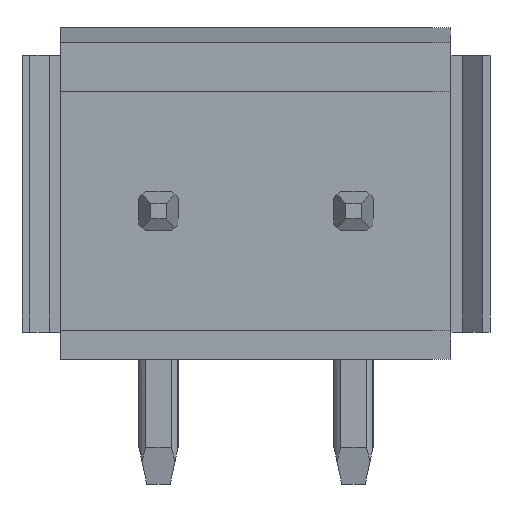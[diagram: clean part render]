
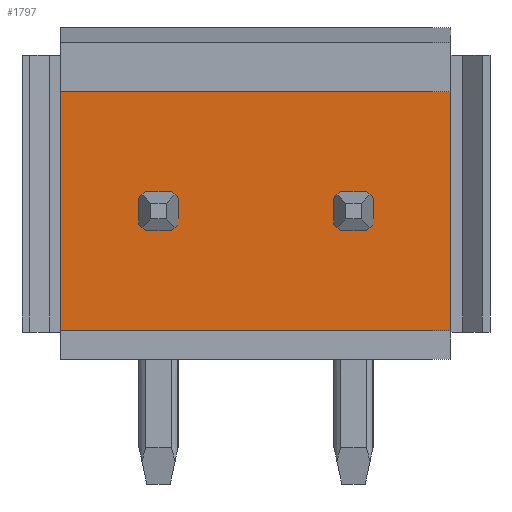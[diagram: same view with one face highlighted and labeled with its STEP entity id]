
A CAD part, front view. The second image highlights one B-rep face of the part: STEP entity #1797.
In plain terms, the highlighted planar face has unit normal (0, -1, 0).
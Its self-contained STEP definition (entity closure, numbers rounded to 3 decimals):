
#1693=AXIS2_PLACEMENT_3D('Plane Axis2P3D',#1690,#1691,#1692) ;
#1703=AXIS2_PLACEMENT_3D('Circle Axis2P3D',#1701,#1702,$) ;
#1717=AXIS2_PLACEMENT_3D('Circle Axis2P3D',#1715,#1716,$) ;
#1722=AXIS2_PLACEMENT_3D('Circle Axis2P3D',#1720,#1721,$) ;
#1736=AXIS2_PLACEMENT_3D('Circle Axis2P3D',#1734,#1735,$) ;
#1751=AXIS2_PLACEMENT_3D('Circle Axis2P3D',#1749,#1750,$) ;
#1765=AXIS2_PLACEMENT_3D('Circle Axis2P3D',#1763,#1764,$) ;
#1770=AXIS2_PLACEMENT_3D('Circle Axis2P3D',#1768,#1769,$) ;
#1784=AXIS2_PLACEMENT_3D('Circle Axis2P3D',#1782,#1783,$) ;
#811=CARTESIAN_POINT('Vertex',(11.,8.55,3.93)) ;
#814=CARTESIAN_POINT('Line Origine',(6.,8.55,3.93)) ;
#818=CARTESIAN_POINT('Vertex',(1.,8.55,3.93)) ;
#836=CARTESIAN_POINT('Line Origine',(1.,8.55,6.995)) ;
#840=CARTESIAN_POINT('Vertex',(1.,8.55,10.06)) ;
#865=CARTESIAN_POINT('Vertex',(11.,8.55,10.06)) ;
#882=CARTESIAN_POINT('Line Origine',(6.,8.55,10.06)) ;
#1309=CARTESIAN_POINT('Line Origine',(3.,8.55,7.)) ;
#1313=CARTESIAN_POINT('Vertex',(3.,8.55,7.332)) ;
#1315=CARTESIAN_POINT('Vertex',(3.,8.55,6.668)) ;
#1422=CARTESIAN_POINT('Line Origine',(4.,8.55,7.)) ;
#1426=CARTESIAN_POINT('Vertex',(4.,8.55,7.332)) ;
#1428=CARTESIAN_POINT('Vertex',(4.,8.55,6.668)) ;
#1535=CARTESIAN_POINT('Line Origine',(8.,8.55,7.)) ;
#1539=CARTESIAN_POINT('Vertex',(8.,8.55,7.332)) ;
#1541=CARTESIAN_POINT('Vertex',(8.,8.55,6.668)) ;
#1643=CARTESIAN_POINT('Line Origine',(9.,8.55,7.)) ;
#1647=CARTESIAN_POINT('Vertex',(9.,8.55,7.332)) ;
#1649=CARTESIAN_POINT('Vertex',(9.,8.55,6.668)) ;
#1677=CARTESIAN_POINT('Line Origine',(11.,8.55,6.995)) ;
#1690=CARTESIAN_POINT('Axis2P3D Location',(1.,8.55,10.06)) ;
#1701=CARTESIAN_POINT('Axis2P3D Location',(3.5,8.55,7.)) ;
#1705=CARTESIAN_POINT('Vertex',(3.832,8.55,6.5)) ;
#1708=CARTESIAN_POINT('Line Origine',(3.5,8.55,6.5)) ;
#1712=CARTESIAN_POINT('Vertex',(3.168,8.55,6.5)) ;
#1715=CARTESIAN_POINT('Axis2P3D Location',(3.5,8.55,7.)) ;
#1720=CARTESIAN_POINT('Axis2P3D Location',(3.5,8.55,7.)) ;
#1724=CARTESIAN_POINT('Vertex',(3.168,8.55,7.5)) ;
#1727=CARTESIAN_POINT('Line Origine',(3.5,8.55,7.5)) ;
#1731=CARTESIAN_POINT('Vertex',(3.832,8.55,7.5)) ;
#1734=CARTESIAN_POINT('Axis2P3D Location',(3.5,8.55,7.)) ;
#1749=CARTESIAN_POINT('Axis2P3D Location',(8.5,8.55,7.)) ;
#1753=CARTESIAN_POINT('Vertex',(8.832,8.55,6.5)) ;
#1756=CARTESIAN_POINT('Line Origine',(8.5,8.55,6.5)) ;
#1760=CARTESIAN_POINT('Vertex',(8.168,8.55,6.5)) ;
#1763=CARTESIAN_POINT('Axis2P3D Location',(8.5,8.55,7.)) ;
#1768=CARTESIAN_POINT('Axis2P3D Location',(8.5,8.55,7.)) ;
#1772=CARTESIAN_POINT('Vertex',(8.168,8.55,7.5)) ;
#1775=CARTESIAN_POINT('Line Origine',(8.5,8.55,7.5)) ;
#1779=CARTESIAN_POINT('Vertex',(8.832,8.55,7.5)) ;
#1782=CARTESIAN_POINT('Axis2P3D Location',(8.5,8.55,7.)) ;
#815=DIRECTION('Vector Direction',(1.,0.,0.)) ;
#837=DIRECTION('Vector Direction',(0.,0.,-1.)) ;
#883=DIRECTION('Vector Direction',(1.,0.,0.)) ;
#1310=DIRECTION('Vector Direction',(0.,0.,-1.)) ;
#1423=DIRECTION('Vector Direction',(0.,0.,-1.)) ;
#1536=DIRECTION('Vector Direction',(0.,0.,-1.)) ;
#1644=DIRECTION('Vector Direction',(0.,0.,-1.)) ;
#1678=DIRECTION('Vector Direction',(0.,0.,-1.)) ;
#1691=DIRECTION('Axis2P3D Direction',(0.,-1.,0.)) ;
#1692=DIRECTION('Axis2P3D XDirection',(0.,0.,-1.)) ;
#1702=DIRECTION('Axis2P3D Direction',(0.,-1.,0.)) ;
#1709=DIRECTION('Vector Direction',(-1.,0.,0.)) ;
#1716=DIRECTION('Axis2P3D Direction',(0.,-1.,0.)) ;
#1721=DIRECTION('Axis2P3D Direction',(0.,-1.,0.)) ;
#1728=DIRECTION('Vector Direction',(1.,0.,0.)) ;
#1735=DIRECTION('Axis2P3D Direction',(0.,-1.,0.)) ;
#1750=DIRECTION('Axis2P3D Direction',(0.,-1.,0.)) ;
#1757=DIRECTION('Vector Direction',(-1.,0.,0.)) ;
#1764=DIRECTION('Axis2P3D Direction',(0.,-1.,0.)) ;
#1769=DIRECTION('Axis2P3D Direction',(0.,-1.,0.)) ;
#1776=DIRECTION('Vector Direction',(1.,0.,0.)) ;
#1783=DIRECTION('Axis2P3D Direction',(0.,-1.,0.)) ;
#816=VECTOR('Line Direction',#815,1.) ;
#838=VECTOR('Line Direction',#837,1.) ;
#884=VECTOR('Line Direction',#883,1.) ;
#1311=VECTOR('Line Direction',#1310,1.) ;
#1424=VECTOR('Line Direction',#1423,1.) ;
#1537=VECTOR('Line Direction',#1536,1.) ;
#1645=VECTOR('Line Direction',#1644,1.) ;
#1679=VECTOR('Line Direction',#1678,1.) ;
#1710=VECTOR('Line Direction',#1709,1.) ;
#1729=VECTOR('Line Direction',#1728,1.) ;
#1758=VECTOR('Line Direction',#1757,1.) ;
#1777=VECTOR('Line Direction',#1776,1.) ;
#1696=ORIENTED_EDGE('',*,*,#1681,.T.) ;
#1697=ORIENTED_EDGE('',*,*,#886,.F.) ;
#1698=ORIENTED_EDGE('',*,*,#842,.F.) ;
#1699=ORIENTED_EDGE('',*,*,#820,.T.) ;
#1740=ORIENTED_EDGE('',*,*,#1707,.F.) ;
#1741=ORIENTED_EDGE('',*,*,#1714,.T.) ;
#1742=ORIENTED_EDGE('',*,*,#1719,.F.) ;
#1743=ORIENTED_EDGE('',*,*,#1317,.F.) ;
#1744=ORIENTED_EDGE('',*,*,#1726,.F.) ;
#1745=ORIENTED_EDGE('',*,*,#1733,.T.) ;
#1746=ORIENTED_EDGE('',*,*,#1738,.F.) ;
#1747=ORIENTED_EDGE('',*,*,#1430,.T.) ;
#1788=ORIENTED_EDGE('',*,*,#1755,.F.) ;
#1789=ORIENTED_EDGE('',*,*,#1762,.T.) ;
#1790=ORIENTED_EDGE('',*,*,#1767,.F.) ;
#1791=ORIENTED_EDGE('',*,*,#1543,.F.) ;
#1792=ORIENTED_EDGE('',*,*,#1774,.F.) ;
#1793=ORIENTED_EDGE('',*,*,#1781,.T.) ;
#1794=ORIENTED_EDGE('',*,*,#1786,.F.) ;
#1795=ORIENTED_EDGE('',*,*,#1651,.T.) ;
#1748=FACE_BOUND('',#1739,.T.) ;
#1796=FACE_BOUND('',#1787,.T.) ;
#1797=ADVANCED_FACE('Housing',(#1700,#1748,#1796),#1694,.T.) ;
#1704=CIRCLE('generated circle',#1703,0.6) ;
#1718=CIRCLE('generated circle',#1717,0.6) ;
#1723=CIRCLE('generated circle',#1722,0.6) ;
#1737=CIRCLE('generated circle',#1736,0.6) ;
#1752=CIRCLE('generated circle',#1751,0.6) ;
#1766=CIRCLE('generated circle',#1765,0.6) ;
#1771=CIRCLE('generated circle',#1770,0.6) ;
#1785=CIRCLE('generated circle',#1784,0.6) ;
#820=EDGE_CURVE('',#819,#812,#817,.T.) ;
#842=EDGE_CURVE('',#819,#841,#839,.F.) ;
#886=EDGE_CURVE('',#841,#866,#885,.T.) ;
#1317=EDGE_CURVE('',#1314,#1316,#1312,.T.) ;
#1430=EDGE_CURVE('',#1427,#1429,#1425,.T.) ;
#1543=EDGE_CURVE('',#1540,#1542,#1538,.T.) ;
#1651=EDGE_CURVE('',#1648,#1650,#1646,.T.) ;
#1681=EDGE_CURVE('',#812,#866,#1680,.F.) ;
#1707=EDGE_CURVE('',#1706,#1429,#1704,.T.) ;
#1714=EDGE_CURVE('',#1706,#1713,#1711,.T.) ;
#1719=EDGE_CURVE('',#1316,#1713,#1718,.T.) ;
#1726=EDGE_CURVE('',#1725,#1314,#1723,.T.) ;
#1733=EDGE_CURVE('',#1725,#1732,#1730,.T.) ;
#1738=EDGE_CURVE('',#1427,#1732,#1737,.T.) ;
#1755=EDGE_CURVE('',#1754,#1650,#1752,.T.) ;
#1762=EDGE_CURVE('',#1754,#1761,#1759,.T.) ;
#1767=EDGE_CURVE('',#1542,#1761,#1766,.T.) ;
#1774=EDGE_CURVE('',#1773,#1540,#1771,.T.) ;
#1781=EDGE_CURVE('',#1773,#1780,#1778,.T.) ;
#1786=EDGE_CURVE('',#1648,#1780,#1785,.T.) ;
#1695=EDGE_LOOP('',(#1696,#1697,#1698,#1699)) ;
#1739=EDGE_LOOP('',(#1740,#1741,#1742,#1743,#1744,#1745,#1746,#1747)) ;
#1787=EDGE_LOOP('',(#1788,#1789,#1790,#1791,#1792,#1793,#1794,#1795)) ;
#1700=FACE_OUTER_BOUND('',#1695,.T.) ;
#817=LINE('Line',#814,#816) ;
#839=LINE('Line',#836,#838) ;
#885=LINE('Line',#882,#884) ;
#1312=LINE('Line',#1309,#1311) ;
#1425=LINE('Line',#1422,#1424) ;
#1538=LINE('Line',#1535,#1537) ;
#1646=LINE('Line',#1643,#1645) ;
#1680=LINE('Line',#1677,#1679) ;
#1711=LINE('Line',#1708,#1710) ;
#1730=LINE('Line',#1727,#1729) ;
#1759=LINE('Line',#1756,#1758) ;
#1778=LINE('Line',#1775,#1777) ;
#1694=PLANE('',#1693) ;
#812=VERTEX_POINT('',#811) ;
#819=VERTEX_POINT('',#818) ;
#841=VERTEX_POINT('',#840) ;
#866=VERTEX_POINT('',#865) ;
#1314=VERTEX_POINT('',#1313) ;
#1316=VERTEX_POINT('',#1315) ;
#1427=VERTEX_POINT('',#1426) ;
#1429=VERTEX_POINT('',#1428) ;
#1540=VERTEX_POINT('',#1539) ;
#1542=VERTEX_POINT('',#1541) ;
#1648=VERTEX_POINT('',#1647) ;
#1650=VERTEX_POINT('',#1649) ;
#1706=VERTEX_POINT('',#1705) ;
#1713=VERTEX_POINT('',#1712) ;
#1725=VERTEX_POINT('',#1724) ;
#1732=VERTEX_POINT('',#1731) ;
#1754=VERTEX_POINT('',#1753) ;
#1761=VERTEX_POINT('',#1760) ;
#1773=VERTEX_POINT('',#1772) ;
#1780=VERTEX_POINT('',#1779) ;
